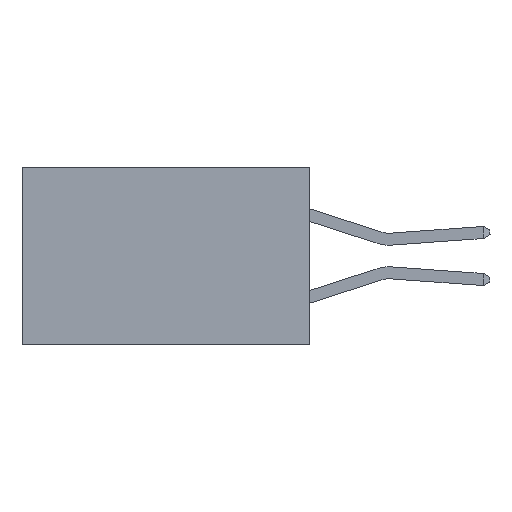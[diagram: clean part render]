
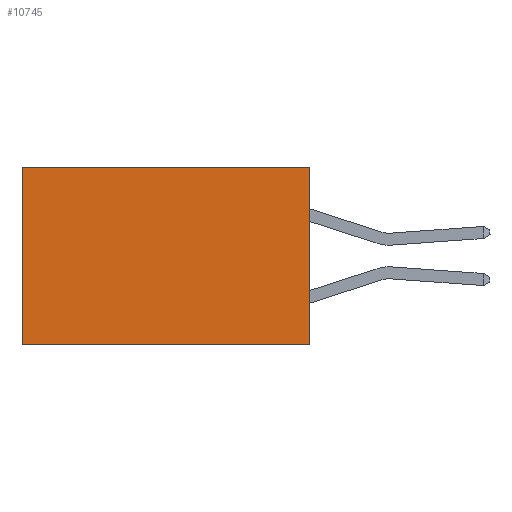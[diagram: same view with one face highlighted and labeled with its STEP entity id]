
A CAD part, left-side view. The second image highlights one B-rep face of the part: STEP entity #10745.
In plain terms, the highlighted planar face has unit normal (-1, 0, 0).
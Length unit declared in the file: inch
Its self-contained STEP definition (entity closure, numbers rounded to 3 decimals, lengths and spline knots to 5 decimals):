
#256 = VECTOR ( 'NONE', #10233, 39.37008 ) ;
#382 = ORIENTED_EDGE ( 'NONE', *, *, #4054, .F. ) ;
#701 = ORIENTED_EDGE ( 'NONE', *, *, #7694, .F. ) ;
#783 = DIRECTION ( 'NONE',  ( 0., 0., -1. ) ) ;
#828 = VECTOR ( 'NONE', #4968, 39.37008 ) ;
#843 = CARTESIAN_POINT ( 'NONE',  ( 0.2615, 0., 0. ) ) ;
#2271 = AXIS2_PLACEMENT_3D ( 'NONE', #4836, #10005, #783 ) ;
#4054 = EDGE_CURVE ( 'NONE', #4300, #13655, #16197, .T. ) ;
#4261 = DIRECTION ( 'NONE',  ( 0., 1., 0. ) ) ;
#4300 = VERTEX_POINT ( 'NONE', #6541 ) ;
#4584 = FACE_OUTER_BOUND ( 'NONE', #8154, .T. ) ;
#4836 = CARTESIAN_POINT ( 'NONE',  ( 0.2615, 0., -0.37 ) ) ;
#4968 = DIRECTION ( 'NONE',  ( 0., 0., -1. ) ) ;
#5584 = EDGE_CURVE ( 'NONE', #14842, #13655, #12050, .T. ) ;
#6328 = LINE ( 'NONE', #843, #256 ) ;
#6541 = CARTESIAN_POINT ( 'NONE',  ( 0.2615, 0., -0.37 ) ) ;
#6737 = VECTOR ( 'NONE', #4261, 39.37008 ) ;
#6915 = ORIENTED_EDGE ( 'NONE', *, *, #7700, .T. ) ;
#7694 = EDGE_CURVE ( 'NONE', #8070, #4300, #13991, .T. ) ;
#7700 = EDGE_CURVE ( 'NONE', #8070, #14842, #6328, .T. ) ;
#8030 = CARTESIAN_POINT ( 'NONE',  ( 0.2615, 0.6, -0.37 ) ) ;
#8070 = VERTEX_POINT ( 'NONE', #9688 ) ;
#8154 = EDGE_LOOP ( 'NONE', ( #9702, #382, #701, #6915 ) ) ;
#9212 = CARTESIAN_POINT ( 'NONE',  ( 0.2615, 0.6, 0. ) ) ;
#9688 = CARTESIAN_POINT ( 'NONE',  ( 0.2615, 0., 0. ) ) ;
#9702 = ORIENTED_EDGE ( 'NONE', *, *, #5584, .T. ) ;
#10005 = DIRECTION ( 'NONE',  ( 1., 0., 0. ) ) ;
#10060 = CARTESIAN_POINT ( 'NONE',  ( 0.2615, 0., -0.37 ) ) ;
#10233 = DIRECTION ( 'NONE',  ( 0., 1., 0. ) ) ;
#10394 = DIRECTION ( 'NONE',  ( 0., 0., -1. ) ) ;
#10745 = ADVANCED_FACE ( 'NONE', ( #4584 ), #14093, .F. ) ;
#12039 = CARTESIAN_POINT ( 'NONE',  ( 0.2615, 0., -0.37 ) ) ;
#12050 = LINE ( 'NONE', #8030, #16053 ) ;
#13655 = VERTEX_POINT ( 'NONE', #15180 ) ;
#13991 = LINE ( 'NONE', #10060, #828 ) ;
#14093 = PLANE ( 'NONE',  #2271 ) ;
#14842 = VERTEX_POINT ( 'NONE', #9212 ) ;
#15180 = CARTESIAN_POINT ( 'NONE',  ( 0.2615, 0.6, -0.37 ) ) ;
#16053 = VECTOR ( 'NONE', #10394, 39.37008 ) ;
#16197 = LINE ( 'NONE', #12039, #6737 ) ;
